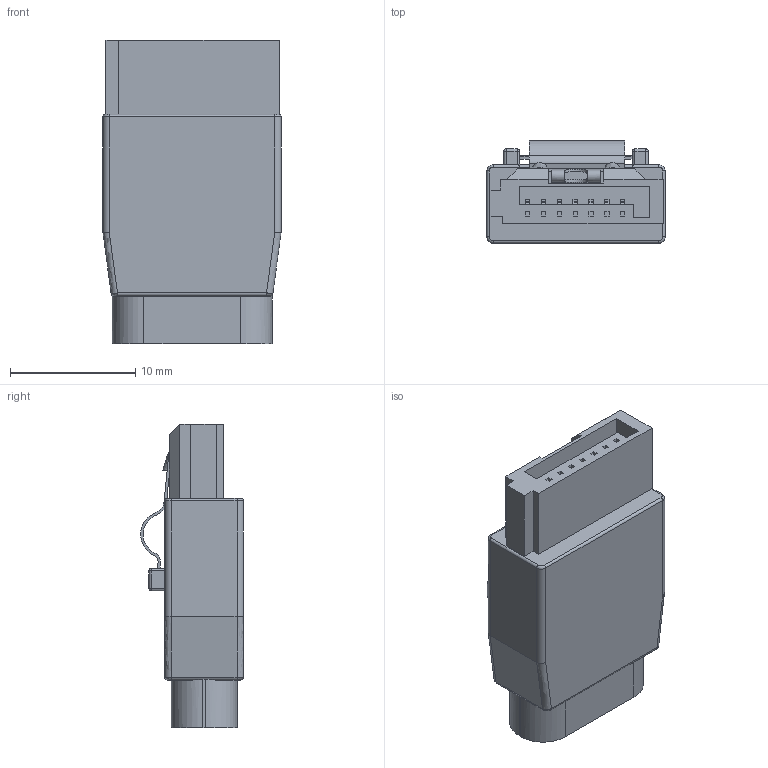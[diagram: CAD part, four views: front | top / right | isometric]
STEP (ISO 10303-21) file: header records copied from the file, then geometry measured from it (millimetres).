
FILE_DESCRIPTION((''),'2;1');
FILE_NAME('SATA_data_cable.stp','2012-04-13T15:36:15',('ksullivan'),(''),'Autodesk Inventor 2012','Autodesk Inventor 2012','');
FILE_SCHEMA(('AUTOMOTIVE_DESIGN { 1 0 10303 214 1 1 1 1 }'));
Length unit declared in the file: inch
Products named in the file (1): 82097
Bounding box: 14.22 x 8.21 x 24.24 mm (x, y, z)
Volume: 1567.4 mm3; surface area: 1578.8 mm2
Topology: 1 solids, 1 shells, 336 faces, 919 edges, 589 vertices
Faces by surface type: plane 240, cylinder 54, bspline 32, sphere 6, torus 4
Entity records: 11139 total; most frequent: CARTESIAN_POINT 2534, ORIENTED_EDGE 1826, DIRECTION 1559, EDGE_CURVE 913, VECTOR 743, LINE 743, VERTEX_POINT 585, AXIS2_PLACEMENT_3D 408
